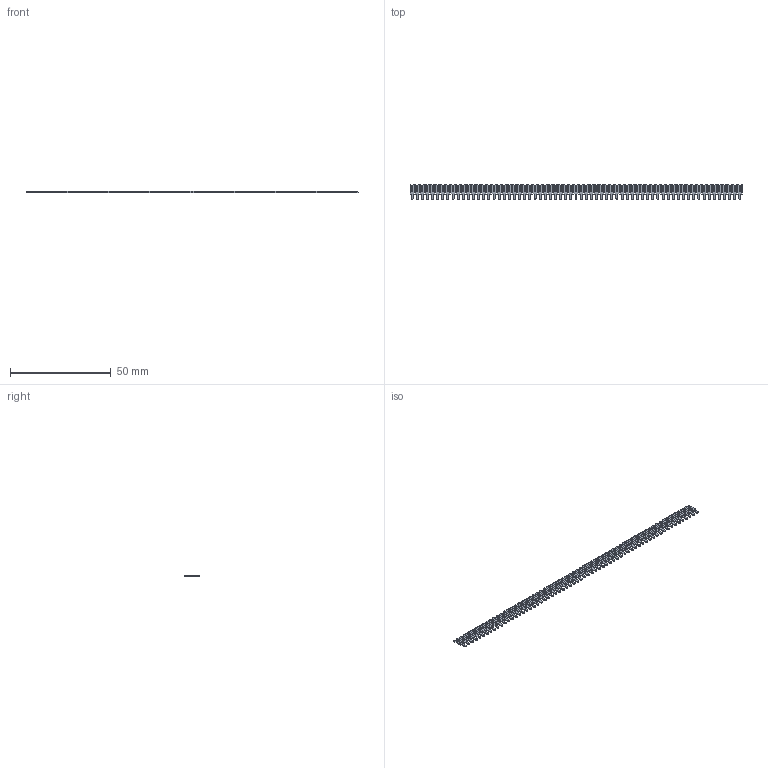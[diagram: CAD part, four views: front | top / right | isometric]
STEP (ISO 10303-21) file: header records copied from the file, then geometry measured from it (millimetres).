
FILE_DESCRIPTION (( 'STEP AP203' ), '1' );
FILE_NAME ('103-065-253-100.STEP', '2020-04-16T16:40:18', ( '' ), ( '' ), 'SwSTEP 2.0', 'SolidWorks 2016', '' );
FILE_SCHEMA (( 'CONFIG_CONTROL_DESIGN' ));
Length unit declared in the file: inch
Products named in the file (2): 103-065-253-100; 100-290-001_100-290-253
Assembly tree (65 placements, depth 2):
  103-065-253-100
    100-290-001_100-290-253  x65
Bounding box: 164.59 x 7.62 x 0.51 mm (x, y, z)
Volume: 358.6 mm3; surface area: 2236.5 mm2
Topology: 65 solids, 65 shells, 1300 faces, 3510 edges, 2340 vertices
Faces by surface type: plane 1235, cylinder 65
Entity records: 2868 total; most frequent: DIRECTION 232, CARTESIAN_POINT 178, LOCAL_TIME 140, DATE_AND_TIME 140, COORDINATED_UNIVERSAL_TIME_OFFSET 140, CALENDAR_DATE 140, ORIENTED_EDGE 108, AXIS2_PLACEMENT_3D 90
